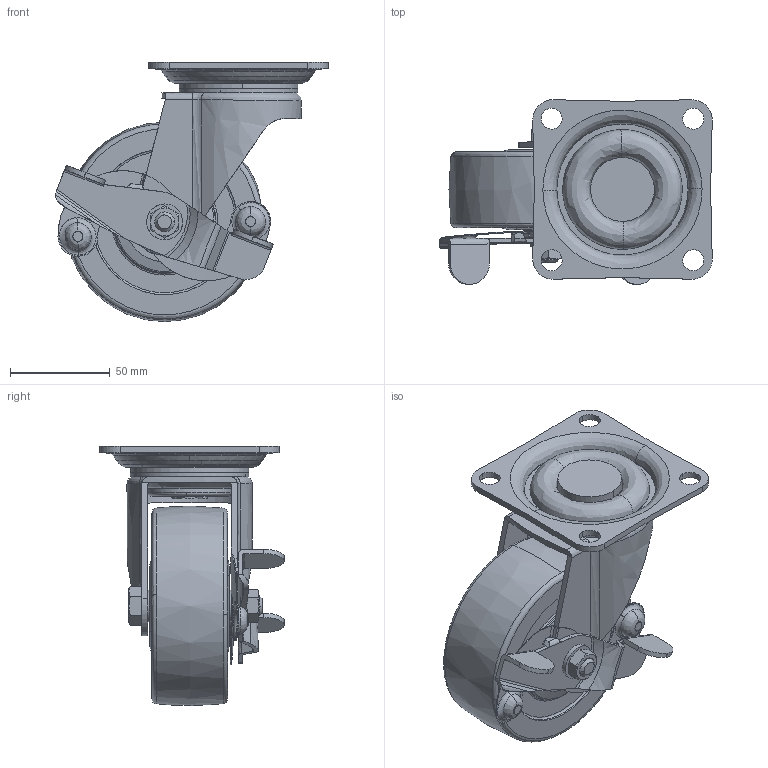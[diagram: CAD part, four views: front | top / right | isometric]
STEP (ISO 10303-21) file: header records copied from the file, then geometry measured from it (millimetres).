
FILE_DESCRIPTION((''),'2;1');
FILE_NAME('','2009-03-19T14:30:23',(''),(''),'','CADfix','');
FILE_SCHEMA(('AUTOMOTIVE_DESIGN { 1 0 10303 214 1 1 1 1 }'));
Length unit declared in the file: millimetre
Bounding box: 136.6 x 92.4 x 129.99 mm (x, y, z)
Volume: 400480.2 mm3; surface area: 93789.2 mm2
Topology: 6 solids, 15 shells, 331 faces, 1023 edges, 730 vertices
Faces by surface type: bspline 331
Entity records: 22887 total; most frequent: CARTESIAN_POINT 17169, ORIENTED_EDGE 2000, EDGE_CURVE 1032, VERTEX_POINT 735, EDGE_LOOP 377, FACE_OUTER_BOUND 333, ADVANCED_FACE 333, QUASI_UNIFORM_CURVE 287
